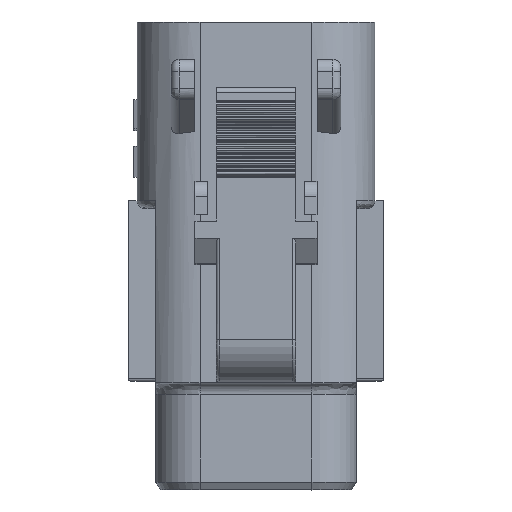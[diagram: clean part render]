
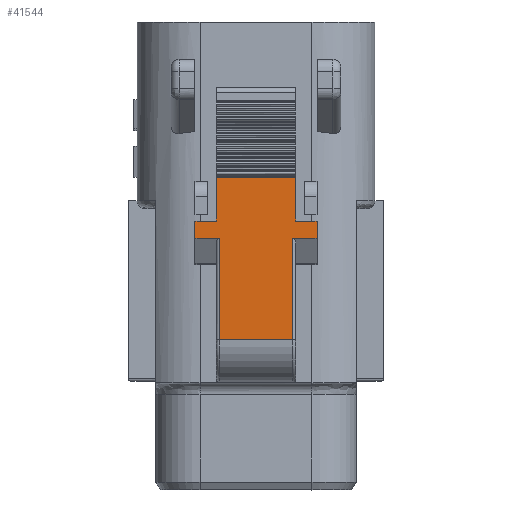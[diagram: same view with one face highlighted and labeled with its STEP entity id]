
A CAD part, front view. The second image highlights one B-rep face of the part: STEP entity #41544.
In plain terms, the highlighted planar face has unit normal (0, -1, -0.009).
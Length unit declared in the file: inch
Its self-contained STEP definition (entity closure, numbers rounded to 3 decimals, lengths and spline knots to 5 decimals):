
#266 = DIRECTION ( 'NONE',  ( 0., -0.009, 1. ) ) ;
#485 = VERTEX_POINT ( 'NONE', #1414 ) ;
#1414 = CARTESIAN_POINT ( 'NONE',  ( -0.10039, -0.75104, 0.6811 ) ) ;
#1762 = VECTOR ( 'NONE', #26134, 39.37008 ) ;
#2208 = CARTESIAN_POINT ( 'NONE',  ( -0.15453, -0.75104, 0.6811 ) ) ;
#2798 = VECTOR ( 'NONE', #6900, 39.37008 ) ;
#3190 = VECTOR ( 'NONE', #61272, 39.37008 ) ;
#3385 = EDGE_CURVE ( 'NONE', #27310, #485, #16059, .T. ) ;
#4156 = EDGE_CURVE ( 'NONE', #18171, #19963, #8364, .T. ) ;
#4521 = ORIENTED_EDGE ( 'NONE', *, *, #8252, .F. ) ;
#4720 = LINE ( 'NONE', #56348, #3190 ) ;
#4968 = ORIENTED_EDGE ( 'NONE', *, *, #4156, .F. ) ;
#5696 = CARTESIAN_POINT ( 'NONE',  ( -0.10039, -0.75201, 0.79135 ) ) ;
#6900 = DIRECTION ( 'NONE',  ( 1., 0., 0. ) ) ;
#7197 = EDGE_CURVE ( 'NONE', #19963, #10082, #13479, .T. ) ;
#7642 = DIRECTION ( 'NONE',  ( 0., -0.009, 1. ) ) ;
#8252 = EDGE_CURVE ( 'NONE', #18979, #27310, #35147, .T. ) ;
#8364 = LINE ( 'NONE', #53369, #34867 ) ;
#9772 = LINE ( 'NONE', #27572, #19913 ) ;
#10082 = VERTEX_POINT ( 'NONE', #32887 ) ;
#12091 = ORIENTED_EDGE ( 'NONE', *, *, #22074, .F. ) ;
#13479 = LINE ( 'NONE', #60857, #1762 ) ;
#13502 = DIRECTION ( 'NONE',  ( 0., 0.009, -1. ) ) ;
#13695 = VECTOR ( 'NONE', #56400, 39.37008 ) ;
#14021 = DIRECTION ( 'NONE',  ( 1., 0., 0. ) ) ;
#15534 = ORIENTED_EDGE ( 'NONE', *, *, #51899, .T. ) ;
#15851 = VERTEX_POINT ( 'NONE', #58844 ) ;
#15929 = VECTOR ( 'NONE', #52194, 39.37008 ) ;
#16012 = CARTESIAN_POINT ( 'NONE',  ( 0.15453, -0.75067, 0.6378 ) ) ;
#16059 = LINE ( 'NONE', #46814, #2798 ) ;
#16862 = CARTESIAN_POINT ( 'NONE',  ( 0.09252, -0.74843, 0.38093 ) ) ;
#17133 = DIRECTION ( 'NONE',  ( 0., -0.009, 1. ) ) ;
#17680 = CARTESIAN_POINT ( 'NONE',  ( -0.10039, -0.75201, 0.79135 ) ) ;
#17813 = EDGE_CURVE ( 'NONE', #485, #52203, #35799, .T. ) ;
#18171 = VERTEX_POINT ( 'NONE', #49360 ) ;
#18979 = VERTEX_POINT ( 'NONE', #53600 ) ;
#19913 = VECTOR ( 'NONE', #57368, 39.37008 ) ;
#19963 = VERTEX_POINT ( 'NONE', #16862 ) ;
#22074 = EDGE_CURVE ( 'NONE', #10082, #15851, #40224, .T. ) ;
#24481 = CARTESIAN_POINT ( 'NONE',  ( 0.15453, -0.75104, 0.6811 ) ) ;
#25128 = CARTESIAN_POINT ( 'NONE',  ( 0.10039, -0.75104, 0.6811 ) ) ;
#25597 = AXIS2_PLACEMENT_3D ( 'NONE', #62253, #37567, #7642 ) ;
#26134 = DIRECTION ( 'NONE',  ( -1., 0., 0. ) ) ;
#26912 = ORIENTED_EDGE ( 'NONE', *, *, #47806, .T. ) ;
#27310 = VERTEX_POINT ( 'NONE', #2208 ) ;
#27572 = CARTESIAN_POINT ( 'NONE',  ( -0.15453, -0.75067, 0.6378 ) ) ;
#27946 = EDGE_LOOP ( 'NONE', ( #62323, #4521, #47483, #12091, #29869, #4968, #31194, #26912, #60431, #15534, #34530, #60364 ) ) ;
#28850 = CARTESIAN_POINT ( 'NONE',  ( -0.10039, -0.75104, 0.6811 ) ) ;
#29151 = VERTEX_POINT ( 'NONE', #45323 ) ;
#29869 = ORIENTED_EDGE ( 'NONE', *, *, #7197, .F. ) ;
#30579 = DIRECTION ( 'NONE',  ( 1., 0., 0. ) ) ;
#31194 = ORIENTED_EDGE ( 'NONE', *, *, #40964, .T. ) ;
#32813 = VECTOR ( 'NONE', #14021, 39.37008 ) ;
#32887 = CARTESIAN_POINT ( 'NONE',  ( -0.09252, -0.74843, 0.38093 ) ) ;
#34100 = VECTOR ( 'NONE', #266, 39.37008 ) ;
#34530 = ORIENTED_EDGE ( 'NONE', *, *, #43796, .F. ) ;
#34867 = VECTOR ( 'NONE', #13502, 39.37008 ) ;
#35147 = LINE ( 'NONE', #45086, #36752 ) ;
#35799 = LINE ( 'NONE', #52008, #60638 ) ;
#36735 = VECTOR ( 'NONE', #30579, 39.37008 ) ;
#36752 = VECTOR ( 'NONE', #55122, 39.37008 ) ;
#37567 = DIRECTION ( 'NONE',  ( 0., 1., 0.009 ) ) ;
#40224 = LINE ( 'NONE', #41214, #13695 ) ;
#40964 = EDGE_CURVE ( 'NONE', #18171, #53000, #42496, .T. ) ;
#41214 = CARTESIAN_POINT ( 'NONE',  ( -0.09252, -0.74843, 0.38093 ) ) ;
#41544 = ADVANCED_FACE ( 'NONE', ( #57907 ), #57325, .F. ) ;
#42496 = LINE ( 'NONE', #47207, #15929 ) ;
#43592 = EDGE_CURVE ( 'NONE', #29151, #48578, #46092, .T. ) ;
#43796 = EDGE_CURVE ( 'NONE', #52203, #59628, #49957, .T. ) ;
#45086 = CARTESIAN_POINT ( 'NONE',  ( -0.15453, -0.75067, 0.6378 ) ) ;
#45323 = CARTESIAN_POINT ( 'NONE',  ( 0.10039, -0.75104, 0.6811 ) ) ;
#46092 = LINE ( 'NONE', #28850, #32813 ) ;
#46814 = CARTESIAN_POINT ( 'NONE',  ( -0.10039, -0.75104, 0.6811 ) ) ;
#47207 = CARTESIAN_POINT ( 'NONE',  ( -0.15453, -0.75067, 0.6378 ) ) ;
#47483 = ORIENTED_EDGE ( 'NONE', *, *, #53144, .T. ) ;
#47806 = EDGE_CURVE ( 'NONE', #53000, #48578, #4720, .T. ) ;
#48578 = VERTEX_POINT ( 'NONE', #24481 ) ;
#49360 = CARTESIAN_POINT ( 'NONE',  ( 0.09252, -0.75067, 0.6378 ) ) ;
#49957 = LINE ( 'NONE', #5696, #36735 ) ;
#51899 = EDGE_CURVE ( 'NONE', #29151, #59628, #61183, .T. ) ;
#51966 = CARTESIAN_POINT ( 'NONE',  ( 0.10039, -0.75201, 0.79135 ) ) ;
#52008 = CARTESIAN_POINT ( 'NONE',  ( -0.10039, -0.75104, 0.6811 ) ) ;
#52194 = DIRECTION ( 'NONE',  ( 1., 0., 0. ) ) ;
#52203 = VERTEX_POINT ( 'NONE', #17680 ) ;
#53000 = VERTEX_POINT ( 'NONE', #16012 ) ;
#53144 = EDGE_CURVE ( 'NONE', #18979, #15851, #9772, .T. ) ;
#53369 = CARTESIAN_POINT ( 'NONE',  ( 0.09252, -0.74843, 0.38093 ) ) ;
#53600 = CARTESIAN_POINT ( 'NONE',  ( -0.15453, -0.75067, 0.6378 ) ) ;
#55122 = DIRECTION ( 'NONE',  ( 0., -0.009, 1. ) ) ;
#56348 = CARTESIAN_POINT ( 'NONE',  ( 0.15453, -0.75067, 0.6378 ) ) ;
#56400 = DIRECTION ( 'NONE',  ( 0., -0.009, 1. ) ) ;
#57325 = PLANE ( 'NONE',  #25597 ) ;
#57368 = DIRECTION ( 'NONE',  ( 1., 0., 0. ) ) ;
#57907 = FACE_OUTER_BOUND ( 'NONE', #27946, .T. ) ;
#58844 = CARTESIAN_POINT ( 'NONE',  ( -0.09252, -0.75067, 0.6378 ) ) ;
#59628 = VERTEX_POINT ( 'NONE', #51966 ) ;
#60364 = ORIENTED_EDGE ( 'NONE', *, *, #17813, .F. ) ;
#60431 = ORIENTED_EDGE ( 'NONE', *, *, #43592, .F. ) ;
#60638 = VECTOR ( 'NONE', #17133, 39.37008 ) ;
#60857 = CARTESIAN_POINT ( 'NONE',  ( -0.10039, -0.74843, 0.38093 ) ) ;
#61183 = LINE ( 'NONE', #25128, #34100 ) ;
#61272 = DIRECTION ( 'NONE',  ( 0., -0.009, 1. ) ) ;
#62253 = CARTESIAN_POINT ( 'NONE',  ( -0.10039, -0.74843, 0.38093 ) ) ;
#62323 = ORIENTED_EDGE ( 'NONE', *, *, #3385, .F. ) ;
